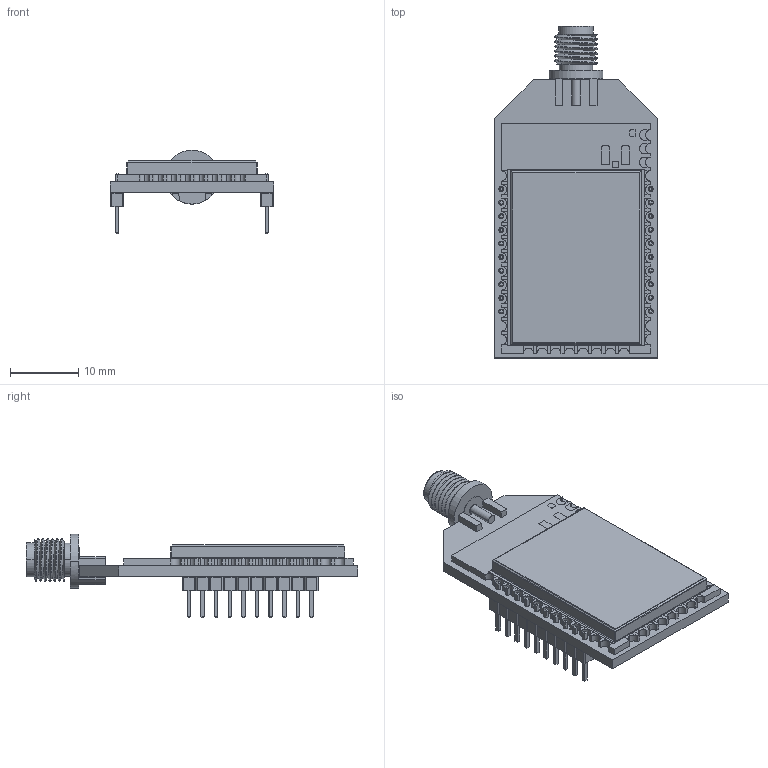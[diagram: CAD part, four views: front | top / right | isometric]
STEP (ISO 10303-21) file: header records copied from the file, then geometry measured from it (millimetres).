
FILE_DESCRIPTION(('KiCad electronic assembly'),'2;1');
FILE_NAME('xbee-smd-tht.step','2019-02-01T00:02:54',('An Author'),( 'A Company'),'Open CASCADE STEP processor 6.9', 'KiCad to STEP converter','Unknown');
FILE_SCHEMA(('AUTOMOTIVE_DESIGN { 1 0 10303 214 1 1 1 1 }'));
Length unit declared in the file: millimetre
Products named in the file (8): Open CASCADE STEP translator 6.9 1; Digi_XBee_SMT; SOLID; SMA_Linx_CONSMA003.062_EdgeMount; COMPOUND; PinHeader_1x10_P2.00mm_Vertical
Assembly tree (8 placements, depth 3):
  Open CASCADE STEP translator 6.9 1
    Digi_XBee_SMT
      SOLID
    SMA_Linx_CONSMA003.062_EdgeMount
      COMPOUND
    PinHeader_1x10_P2.00mm_Vertical  x2
      SOLID
    COMPOUND
Bounding box: 24 x 48.8 x 12.3 mm (x, y, z)
Volume: 3595.8 mm3; surface area: 5136.7 mm2
Topology: 6 solids, 6 shells, 1123 faces, 2899 edges, 1836 vertices
Faces by surface type: plane 861, cylinder 243, sphere 9, bspline 6, torus 4
Full cylindrical faces by diameter (mm): 0.3 x9, 0.72 x20
Entity records: 65663 total; most frequent: CARTESIAN_POINT 14646, DIRECTION 8371, LINE 5604, VECTOR 5604, ORIENTED_EDGE 4618, PCURVE 4618, DEFINITIONAL_REPRESENTATION 4618, EDGE_CURVE 2309
